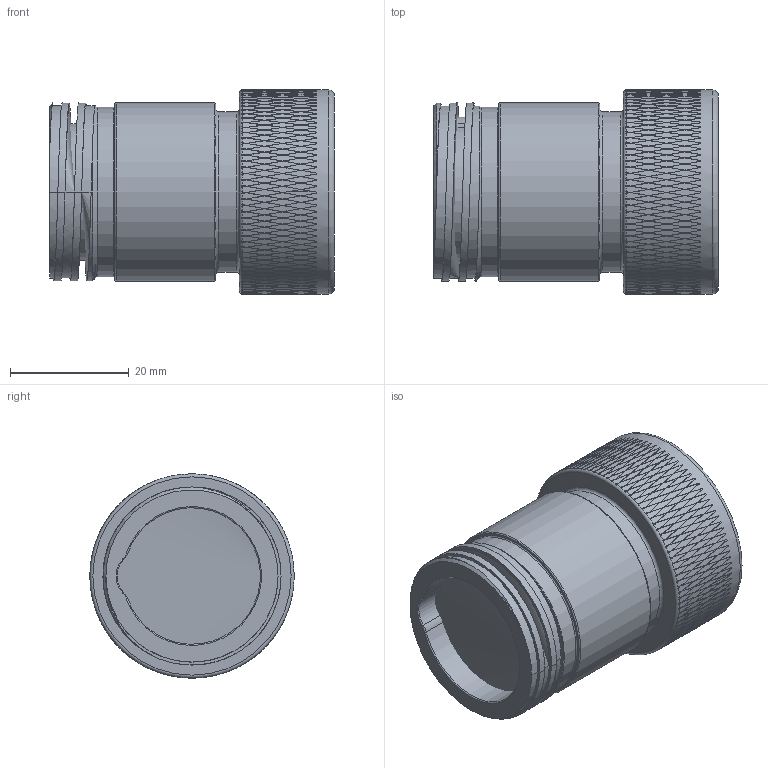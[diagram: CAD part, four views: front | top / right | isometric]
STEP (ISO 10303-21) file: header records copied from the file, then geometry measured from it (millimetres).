
FILE_DESCRIPTION(/* description */ (''),/* implementation_level */ '2;1');
FILE_NAME(/* name */ 'TrustLink MS M Dust Cap B.stp',/* time_stamp */ '2021-03-08T14:54:51+01:00',/* author */ ('sh'),/* organization */ (''),/* preprocessor_version */ 'ST-DEVELOPER v17.2',/* originating_system */ 'Autodesk Inventor 2019',/* authorisation */ '');
FILE_SCHEMA (('AUTOMOTIVE_DESIGN { 1 0 10303 214 3 1 1 }'));
Length unit declared in the file: millimetre
Products named in the file (1): TrustLink MS M Dust Cap B
Bounding box: 48 x 34.4 x 34.4 mm (x, y, z)
Volume: 23395.7 mm3; surface area: 9371.5 mm2
Topology: 1 solids, 1 shells, 2652 faces, 7345 edges, 4898 vertices
Faces by surface type: bspline 2002, cylinder 424, plane 209, torus 14, cone 3
Full cylindrical faces by diameter (mm): 23 x1, 25.2 x2, 27 x1, 28.5 x1, 29 x3, 30 x3, 34.38 x1, 34.4 x1
Entity records: 123432 total; most frequent: CARTESIAN_POINT 70548, ORIENTED_EDGE 14690, EDGE_CURVE 7345, B_SPLINE_CURVE_WITH_KNOTS 6232, VERTEX_POINT 4898, DIRECTION 3102, EDGE_LOOP 2856, STYLED_ITEM 2653
